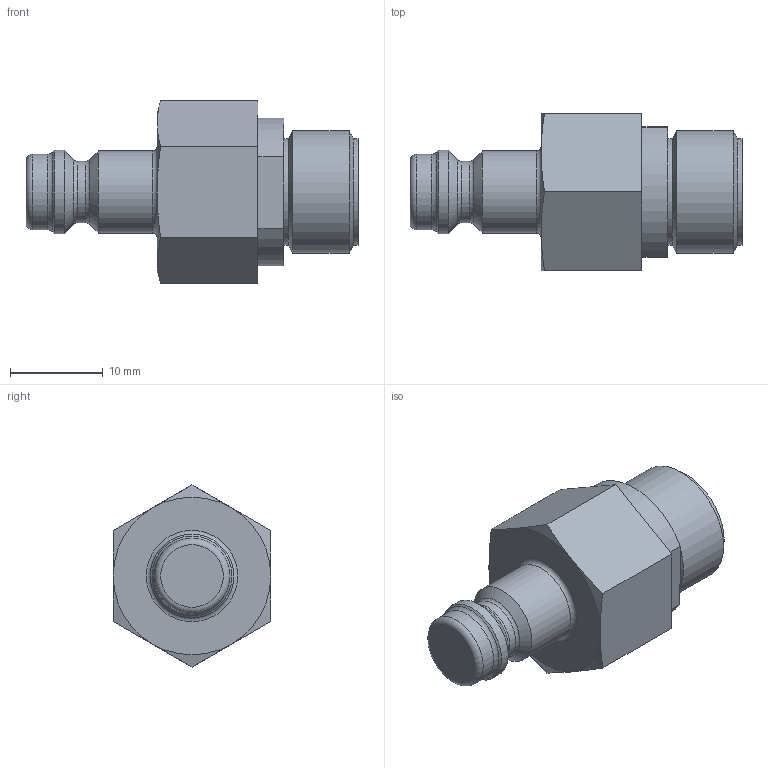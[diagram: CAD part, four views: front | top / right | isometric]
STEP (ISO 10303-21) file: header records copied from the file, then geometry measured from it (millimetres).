
FILE_DESCRIPTION((''),'2;1');
FILE_NAME('21sbaw13fvx.stp','2013-03-22T11:37:07',('IA176480'),(''),'Autodesk Inventor 2011','Autodesk Inventor 2011','');
FILE_SCHEMA(('AUTOMOTIVE_DESIGN { 1 0 10303 214 1 1 1 1 }'));
Length unit declared in the file: millimetre
Products named in the file (1): D106212
Bounding box: 35.8 x 17 x 19.63 mm (x, y, z)
Volume: 4922 mm3; surface area: 2401.4 mm2
Topology: 1 solids, 3 shells, 51 faces, 104 edges, 61 vertices
Faces by surface type: plane 16, cone 14, cylinder 14, torus 7
Full cylindrical faces by diameter (mm): 6.65 x1, 8.15 x1, 8.85 x1, 9 x1, 9.447 x1, 10.5 x1, 11.445 x4, 13.157 x1, 13.3 x1
Entity records: 1233 total; most frequent: CARTESIAN_POINT 208, DIRECTION 208, ORIENTED_EDGE 148, AXIS2_PLACEMENT_3D 94, EDGE_LOOP 84, EDGE_CURVE 74, VERTEX_POINT 58, FACE_OUTER_BOUND 51
